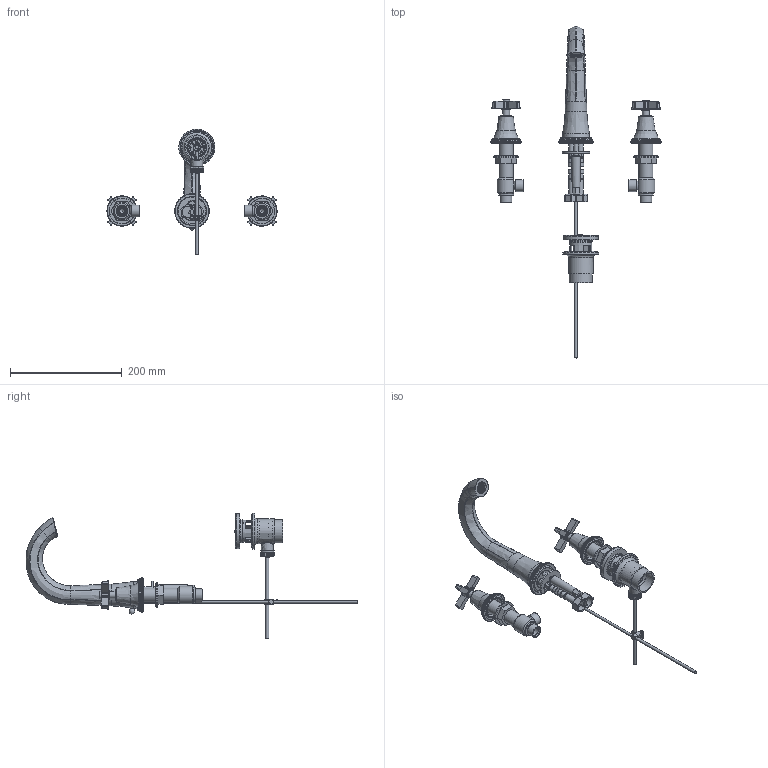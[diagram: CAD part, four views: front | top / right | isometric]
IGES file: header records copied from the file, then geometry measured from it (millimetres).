
Global section: file name: V6K16X-XB; native system: Autodesk Inventor 2014; preprocessor: unknown; author: aprice; date: 20141015.092847; units: millimetre
Bounding box: 304 x 593.23 x 224.15 mm (x, y, z)
Volume: 519250.3 mm3; surface area: 269926 mm2
Topology: 52 solids, 53 shells, 4588 faces, 11902 edges, 7570 vertices
Faces by surface type: bspline 4586, plane 2
